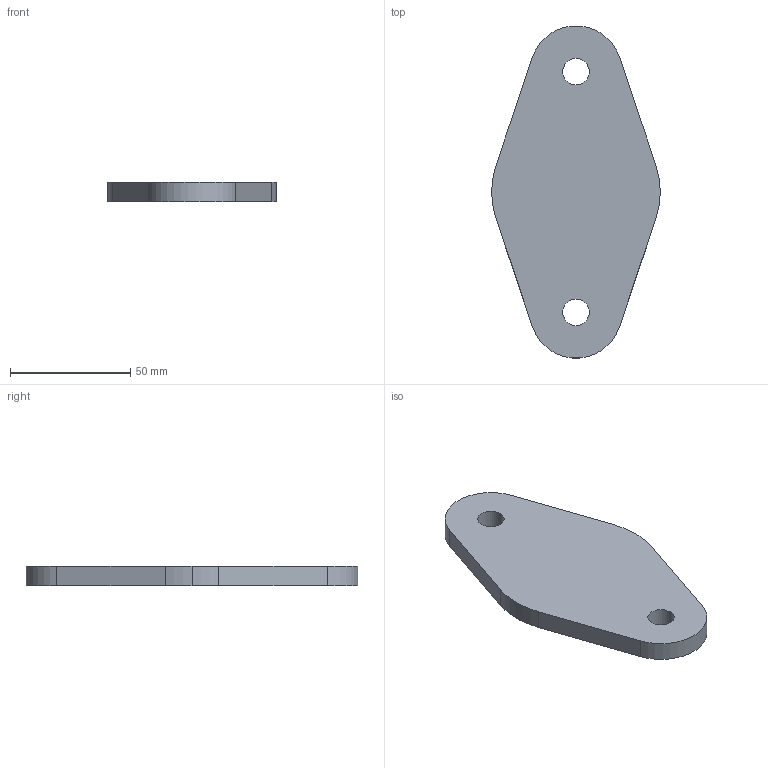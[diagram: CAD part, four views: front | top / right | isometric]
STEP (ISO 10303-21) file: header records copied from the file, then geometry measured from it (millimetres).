
FILE_DESCRIPTION (( 'STEP AP214' ), '1' );
FILE_NAME ('Ovalblindflansch_252704.STEP', '2012-08-23T11:09:00', ( 'Admin2' ), ( '' ), 'SwSTEP 2.0', 'SolidWorks 2010', '' );
FILE_SCHEMA (( 'AUTOMOTIVE_DESIGN' ));
Length unit declared in the file: millimetre
Products named in the file (1): Ovalblindflansch_252704
Bounding box: 70 x 137.87 x 8 mm (x, y, z)
Volume: 52983.7 mm3; surface area: 16436.5 mm2
Topology: 1 solids, 1 shells, 15 faces, 39 edges, 26 vertices
Faces by surface type: cylinder 9, plane 6
Entity records: 513 total; most frequent: DIRECTION 89, CARTESIAN_POINT 81, ORIENTED_EDGE 78, EDGE_CURVE 39, AXIS2_PLACEMENT_3D 34, VERTEX_POINT 26, VECTOR 21, LINE 21
